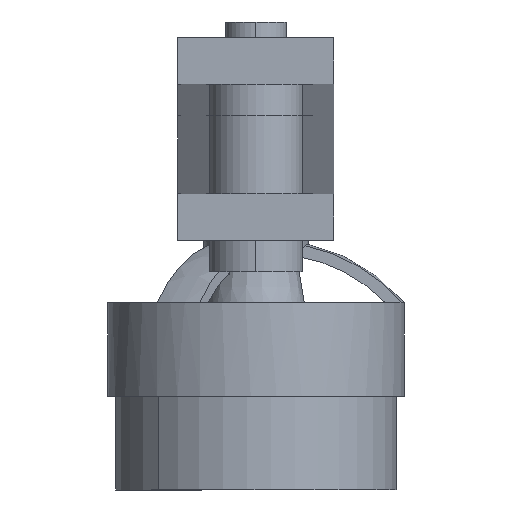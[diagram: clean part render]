
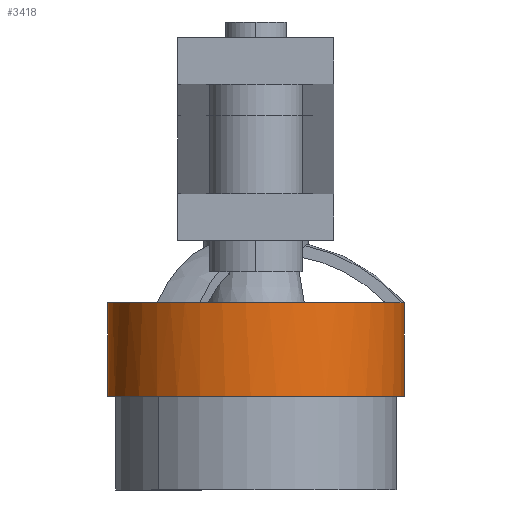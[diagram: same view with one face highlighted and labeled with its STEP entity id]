
A CAD part, front view. The second image highlights one B-rep face of the part: STEP entity #3418.
In plain terms, the highlighted cylindrical face has radius 47.5 mm (diameter 95 mm), a partial arc.
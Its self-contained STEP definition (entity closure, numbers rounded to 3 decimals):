
#28 = DIRECTION ( 'NONE',  ( 0., 1., 0. ) ) ;
#164 = DIRECTION ( 'NONE',  ( 0., 1., 0. ) ) ;
#225 = ORIENTED_EDGE ( 'NONE', *, *, #1717, .T. ) ;
#694 = CARTESIAN_POINT ( 'NONE',  ( 44.563, 30., 16.445 ) ) ;
#706 = ORIENTED_EDGE ( 'NONE', *, *, #6220, .F. ) ;
#781 = CYLINDRICAL_SURFACE ( 'NONE', #836, 47.5 ) ;
#836 = AXIS2_PLACEMENT_3D ( 'NONE', #2061, #7075, #3787 ) ;
#988 = EDGE_CURVE ( 'NONE', #2005, #6769, #5116, .T. ) ;
#1038 = VECTOR ( 'NONE', #4090, 1000. ) ;
#1075 = CARTESIAN_POINT ( 'NONE',  ( 0., 30., 47.5 ) ) ;
#1171 = CIRCLE ( 'NONE', #5370, 47.5 ) ;
#1221 = DIRECTION ( 'NONE',  ( 0., 0., 1. ) ) ;
#1227 = CIRCLE ( 'NONE', #1832, 47.5 ) ;
#1615 = CIRCLE ( 'NONE', #5109, 47.5 ) ;
#1717 = EDGE_CURVE ( 'NONE', #6769, #6369, #3808, .T. ) ;
#1724 = DIRECTION ( 'NONE',  ( 0., -1., 0. ) ) ;
#1832 = AXIS2_PLACEMENT_3D ( 'NONE', #5506, #3141, #5473 ) ;
#1872 = ORIENTED_EDGE ( 'NONE', *, *, #2220, .F. ) ;
#2005 = VERTEX_POINT ( 'NONE', #3020 ) ;
#2012 = EDGE_CURVE ( 'NONE', #2005, #5973, #1171, .T. ) ;
#2061 = CARTESIAN_POINT ( 'NONE',  ( 0., 30., 0. ) ) ;
#2156 = EDGE_LOOP ( 'NONE', ( #6525, #4862, #225, #706, #1872, #2679, #4431 ) ) ;
#2220 = EDGE_CURVE ( 'NONE', #6696, #3309, #7201, .T. ) ;
#2464 = DIRECTION ( 'NONE',  ( 0., 0., 1. ) ) ;
#2679 = ORIENTED_EDGE ( 'NONE', *, *, #2778, .F. ) ;
#2691 = CARTESIAN_POINT ( 'NONE',  ( 0., 0., 47.5 ) ) ;
#2778 = EDGE_CURVE ( 'NONE', #5026, #6696, #1615, .T. ) ;
#2933 = CARTESIAN_POINT ( 'NONE',  ( 36.523, 30., 30.37 ) ) ;
#3020 = CARTESIAN_POINT ( 'NONE',  ( 0., 30., 47.5 ) ) ;
#3141 = DIRECTION ( 'NONE',  ( 0., 1., 0. ) ) ;
#3257 = CARTESIAN_POINT ( 'NONE',  ( 0., 0., -47.5 ) ) ;
#3309 = VERTEX_POINT ( 'NONE', #6045 ) ;
#3418 = ADVANCED_FACE ( 'NONE', ( #4925 ), #781, .T. ) ;
#3787 = DIRECTION ( 'NONE',  ( 0., 0., -1. ) ) ;
#3808 = CIRCLE ( 'NONE', #6694, 47.5 ) ;
#3879 = DIRECTION ( 'NONE',  ( 0., 1., 0. ) ) ;
#3950 = CARTESIAN_POINT ( 'NONE',  ( 0., 30., 0. ) ) ;
#3954 = AXIS2_PLACEMENT_3D ( 'NONE', #3950, #3879, #7380 ) ;
#4090 = DIRECTION ( 'NONE',  ( 0., -1., 0. ) ) ;
#4431 = ORIENTED_EDGE ( 'NONE', *, *, #4767, .F. ) ;
#4452 = DIRECTION ( 'NONE',  ( 0., 1., 0. ) ) ;
#4767 = EDGE_CURVE ( 'NONE', #5973, #5026, #1227, .T. ) ;
#4862 = ORIENTED_EDGE ( 'NONE', *, *, #988, .T. ) ;
#4867 = VECTOR ( 'NONE', #1724, 1000. ) ;
#4925 = FACE_OUTER_BOUND ( 'NONE', #2156, .T. ) ;
#5026 = VERTEX_POINT ( 'NONE', #694 ) ;
#5098 = DIRECTION ( 'NONE',  ( 0., 0., 1. ) ) ;
#5109 = AXIS2_PLACEMENT_3D ( 'NONE', #7393, #28, #1221 ) ;
#5111 = LINE ( 'NONE', #5148, #4867 ) ;
#5116 = LINE ( 'NONE', #1075, #1038 ) ;
#5148 = CARTESIAN_POINT ( 'NONE',  ( 0., 30., -47.5 ) ) ;
#5314 = CARTESIAN_POINT ( 'NONE',  ( 0., 30., 0. ) ) ;
#5370 = AXIS2_PLACEMENT_3D ( 'NONE', #5314, #164, #2464 ) ;
#5473 = DIRECTION ( 'NONE',  ( -0.866, 0., -0.5 ) ) ;
#5506 = CARTESIAN_POINT ( 'NONE',  ( 0., 30., 0. ) ) ;
#5973 = VERTEX_POINT ( 'NONE', #2933 ) ;
#6045 = CARTESIAN_POINT ( 'NONE',  ( 0., 30., -47.5 ) ) ;
#6220 = EDGE_CURVE ( 'NONE', #3309, #6369, #5111, .T. ) ;
#6369 = VERTEX_POINT ( 'NONE', #3257 ) ;
#6469 = CARTESIAN_POINT ( 'NONE',  ( 8.04, 30., -46.815 ) ) ;
#6525 = ORIENTED_EDGE ( 'NONE', *, *, #2012, .F. ) ;
#6694 = AXIS2_PLACEMENT_3D ( 'NONE', #6859, #4452, #5098 ) ;
#6696 = VERTEX_POINT ( 'NONE', #6469 ) ;
#6769 = VERTEX_POINT ( 'NONE', #2691 ) ;
#6859 = CARTESIAN_POINT ( 'NONE',  ( 0., 0., 0. ) ) ;
#7075 = DIRECTION ( 'NONE',  ( 0., -1., 0. ) ) ;
#7201 = CIRCLE ( 'NONE', #3954, 47.5 ) ;
#7380 = DIRECTION ( 'NONE',  ( 0., 0., 1. ) ) ;
#7393 = CARTESIAN_POINT ( 'NONE',  ( 0., 30., 0. ) ) ;
